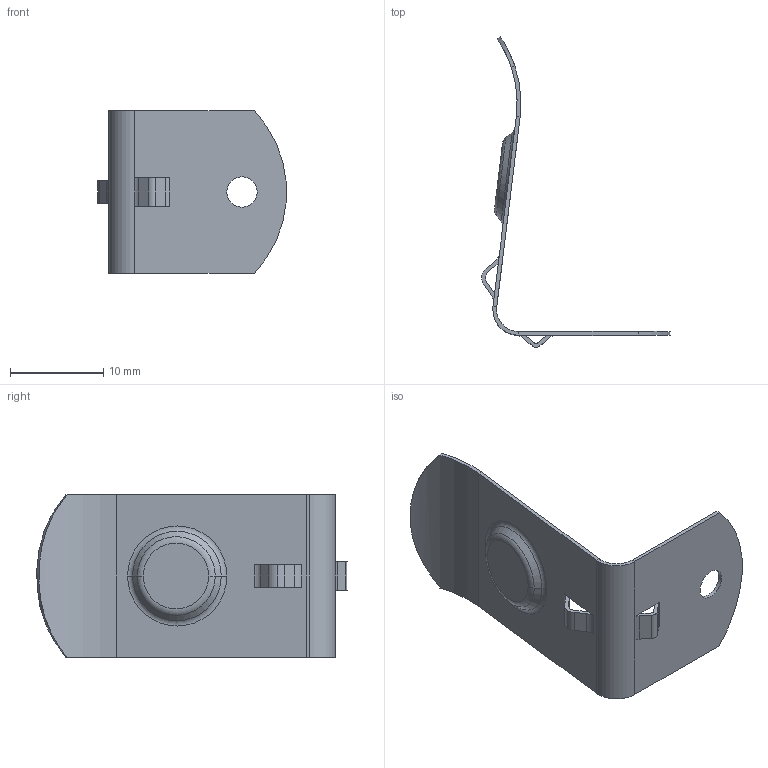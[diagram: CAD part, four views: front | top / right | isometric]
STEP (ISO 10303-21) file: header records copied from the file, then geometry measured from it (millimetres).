
FILE_DESCRIPTION (( 'STEP AP214' ), '1' );
FILE_NAME ('208.STEP', '2015-11-25T17:11:54', ( '' ), ( '' ), 'SwSTEP 2.0', 'SolidWorks 2013', '' );
FILE_SCHEMA (( 'AUTOMOTIVE_DESIGN' ));
Length unit declared in the file: inch
Products named in the file (1): 208
Bounding box: 20.18 x 33.26 x 17.45 mm (x, y, z)
Volume: 342.3 mm3; surface area: 1757.3 mm2
Topology: 1 solids, 1 shells, 374 faces, 998 edges, 654 vertices
Faces by surface type: plane 238, bspline 95, cylinder 27, torus 10, cone 4
Entity records: 17088 total; most frequent: CARTESIAN_POINT 8286, ORIENTED_EDGE 1996, DIRECTION 1452, EDGE_CURVE 998, LINE 720, VECTOR 720, VERTEX_POINT 654, EDGE_LOOP 412
